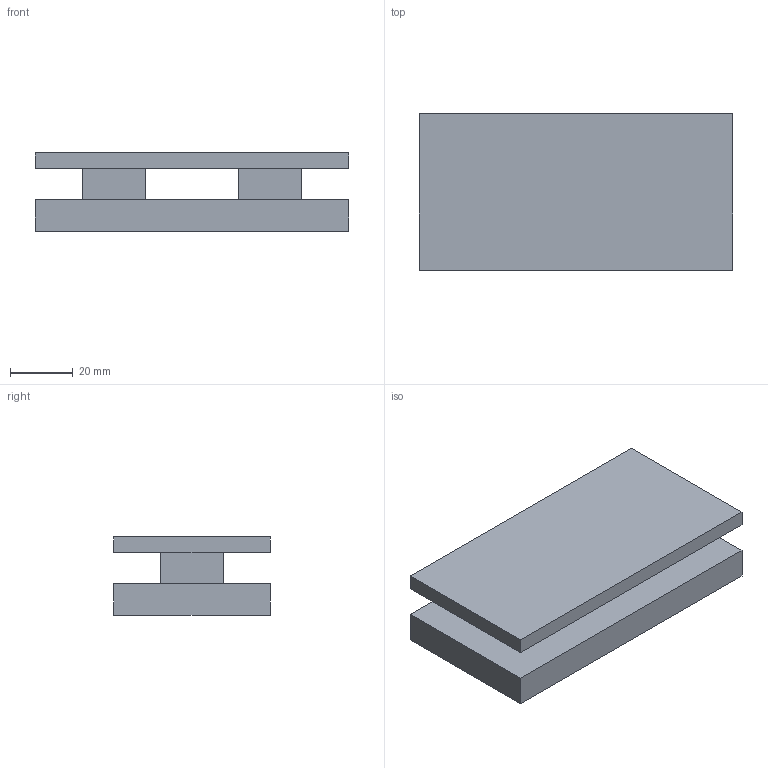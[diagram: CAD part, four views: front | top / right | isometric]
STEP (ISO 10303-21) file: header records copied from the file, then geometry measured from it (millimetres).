
FILE_DESCRIPTION(/* description */ (''),/* implementation_level */ '2;1');
FILE_NAME(/* name */ 'DisconnectedContact.step',/* time_stamp */ '2025-04-27T16:20:49-05:00',/* author */ (''),/* organization */ (''),/* preprocessor_version */ 'ST-DEVELOPER v20.1',/* originating_system */ 'Autodesk Translation Framework v14.4.0.0',/* authorisation */ '');
FILE_SCHEMA (('AUTOMOTIVE_DESIGN { 1 0 10303 214 3 1 1 }'));
Length unit declared in the file: millimetre
Products named in the file (3): DisconnectedContact; Coldplate; PCB
Assembly tree (2 placements, depth 2):
  DisconnectedContact
    Coldplate
    PCB
Bounding box: 100 x 50 x 25 mm (x, y, z)
Volume: 83000 mm3; surface area: 26100 mm2
Topology: 2 solids, 2 shells, 22 faces, 48 edges, 32 vertices
Faces by surface type: plane 22
Entity records: 691 total; most frequent: CARTESIAN_POINT 107, DIRECTION 102, ORIENTED_EDGE 96, LINE 48, VECTOR 48, EDGE_CURVE 48, VERTEX_POINT 32, AXIS2_PLACEMENT_3D 27
